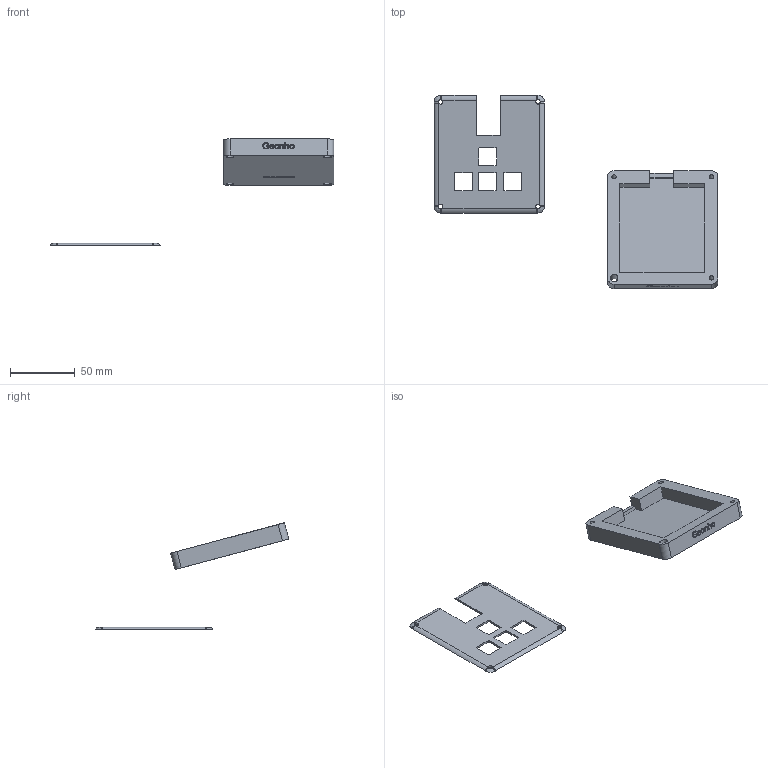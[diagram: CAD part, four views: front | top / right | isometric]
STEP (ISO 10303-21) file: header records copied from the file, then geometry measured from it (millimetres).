
FILE_DESCRIPTION(/* description */ (''),/* implementation_level */ '2;1');
FILE_NAME(/* name */ 'HackPad.step',/* time_stamp */ '2026-01-18T16:19:16+07:00',/* author */ (''),/* organization */ (''),/* preprocessor_version */ 'ST-DEVELOPER v20.1',/* originating_system */ 'Autodesk Translation Framework v14.21.0.0',/* authorisation */ '');
FILE_SCHEMA (('AUTOMOTIVE_DESIGN { 1 0 10303 214 3 1 1 }'));
Length unit declared in the file: millimetre
Products named in the file (4): 2026-01-14-21-36-24-362; 2026-01-14-15-56-36-202; 2026-01-14-21-36-36-184; 2026-01-17-22-40-35-020
Assembly tree (2 placements, depth 2):
  2026-01-14-21-36-24-362
    2026-01-14-15-56-36-202
    2026-01-17-22-40-35-020
  2026-01-14-21-36-36-184
Bounding box: 219.48 x 149.54 x 82.26 mm (x, y, z)
Volume: 60571 mm3; surface area: 36627.4 mm2
Topology: 2 solids, 2 shells, 342 faces, 953 edges, 632 vertices
Faces by surface type: bspline 190, plane 108, cylinder 44
Full cylindrical faces by diameter (mm): 3.4 x7, 6 x4
Entity records: 13046 total; most frequent: CARTESIAN_POINT 5343, ORIENTED_EDGE 1906, DIRECTION 981, EDGE_CURVE 953, VERTEX_POINT 632, LINE 483, VECTOR 483, EDGE_LOOP 383
